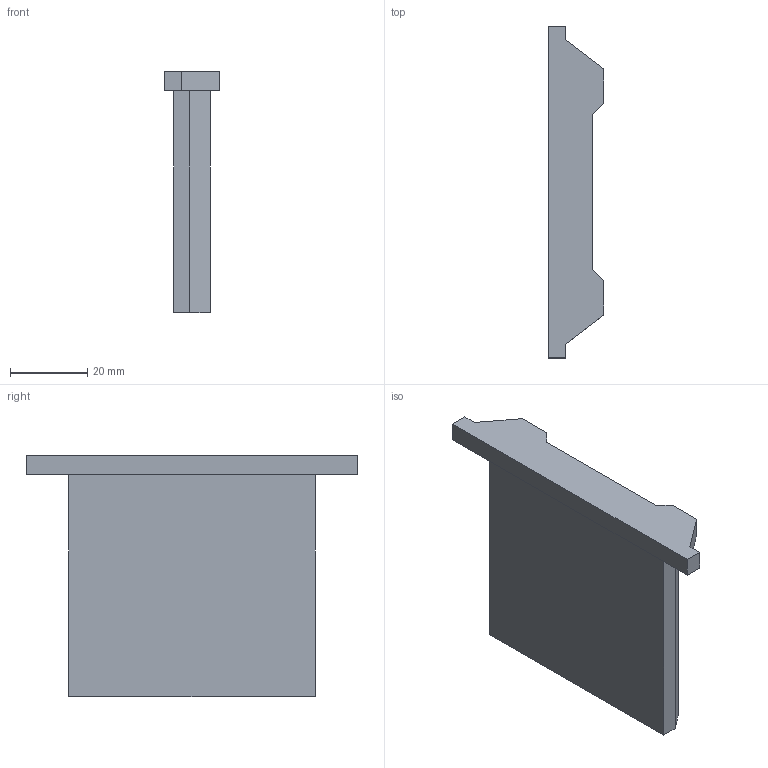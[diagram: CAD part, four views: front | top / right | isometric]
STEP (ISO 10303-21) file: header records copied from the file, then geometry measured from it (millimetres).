
FILE_DESCRIPTION (( 'STEP AP214' ), '1' );
FILE_NAME ('5D968417-0E40-4AA7-BA4F-D32C1731635A.STEP', '2023-07-14T09:20:03', ( '' ), ( '' ), 'SwSTEP 2.0', 'SolidWorks 2022', '' );
FILE_SCHEMA (( 'AUTOMOTIVE_DESIGN' ));
Length unit declared in the file: millimetre
Products named in the file (1): 5D968417-0E40-4AA7-BA4F-D32C1731635A
Bounding box: 14.5 x 86 x 62.5 mm (x, y, z)
Volume: 30450.9 mm3; surface area: 12063.8 mm2
Topology: 2 solids, 2 shells, 26 faces, 66 edges, 44 vertices
Faces by surface type: plane 26
Entity records: 1099 total; most frequent: CARTESIAN_POINT 137, ORIENTED_EDGE 132, DIRECTION 120, VECTOR 66, LINE 66, EDGE_CURVE 66, VERTEX_POINT 44, UNCERTAINTY_MEASURE_WITH_UNIT 30
